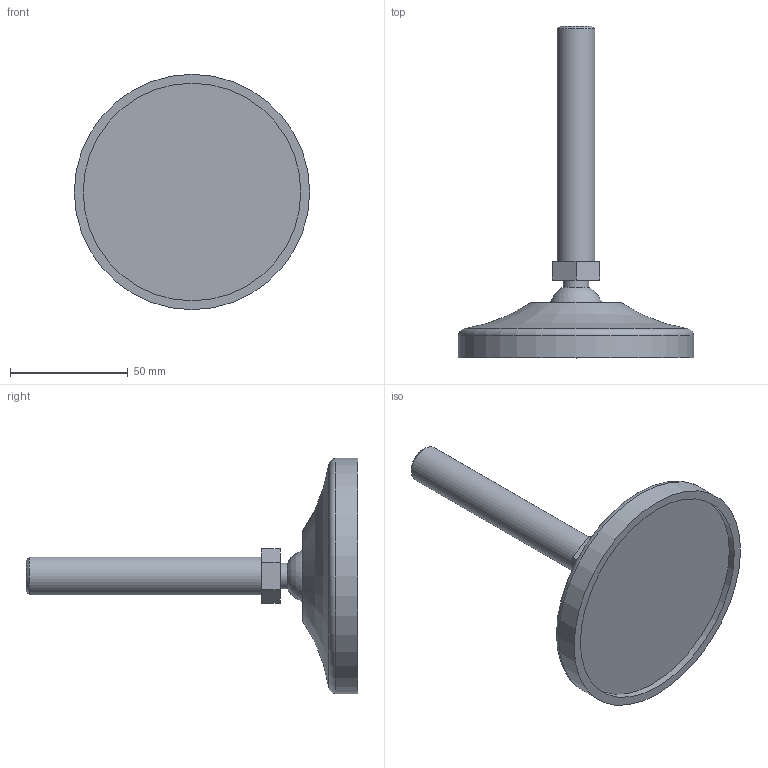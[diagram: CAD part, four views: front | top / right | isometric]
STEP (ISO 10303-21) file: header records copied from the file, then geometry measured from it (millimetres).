
FILE_DESCRIPTION( ( 'STEP AP214' ), '1' );
FILE_NAME( 'K0742.010016X1000.stp', '2020-12-09T15:46:58', ( '' ), ( '' ), ' ', 'PARTsolutions', ' ' );
FILE_SCHEMA( ( 'AUTOMOTIVE_DESIGN { 1 0 10303 214 1 1 1 1 }' ) );
Length unit declared in the file: millimetre
Products named in the file (1): _K0742.010016X1000
Bounding box: 100 x 141 x 100 mm (x, y, z)
Volume: 134918.3 mm3; surface area: 27072.8 mm2
Topology: 1 solids, 1 shells, 22 faces, 44 edges, 28 vertices
Faces by surface type: plane 12, cylinder 4, sphere 2, torus 2, cone 1, bspline 1
Full cylindrical faces by diameter (mm): 11 x1, 16 x1, 92.5 x1, 100 x1
Entity records: 717 total; most frequent: CARTESIAN_POINT 108, DIRECTION 90, ORIENTED_EDGE 64, AXIS2_PLACEMENT_3D 36, EDGE_LOOP 36, EDGE_CURVE 32, FACE_OUTER_BOUND 31, VERTEX_POINT 26
